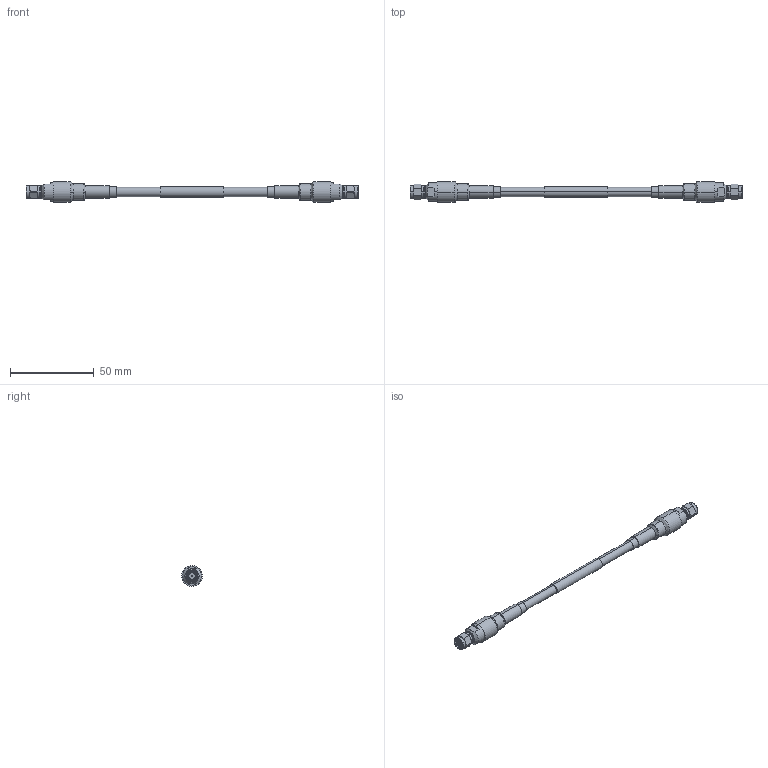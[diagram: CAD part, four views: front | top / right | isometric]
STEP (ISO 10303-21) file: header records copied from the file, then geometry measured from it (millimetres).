
FILE_DESCRIPTION (( 'STEP AP214' ), '1' );
FILE_NAME ('FMCA100011_3D.step', '2025-04-28T22:59:53', ( '' ), ( '' ), 'SwSTEP 2.0', 'SolidWorks 2022', '' );
FILE_SCHEMA (( 'AUTOMOTIVE_DESIGN' ));
Length unit declared in the file: inch
Products named in the file (4): FM-R200LL^FMCA100011; Heat shrink^FMCA100011; FMCN5141; FMCA100011_3D
Assembly tree (5 placements, depth 2):
  FMCA100011_3D
    FM-R200LL^FMCA100011
    FMCN5141  x2
    Heat shrink^FMCA100011  x2
Bounding box: 198.35 x 12.48 x 12.48 mm (x, y, z)
Volume: 13307.6 mm3; surface area: 10063.2 mm2
Topology: 6 solids, 6 shells, 276 faces, 656 edges, 418 vertices
Faces by surface type: cylinder 116, plane 78, cone 56, bspline 14, torus 12
Entity records: 6218 total; most frequent: CARTESIAN_POINT 2706, DIRECTION 724, ORIENTED_EDGE 674, EDGE_CURVE 337, AXIS2_PLACEMENT_3D 303, VERTEX_POINT 215, CIRCLE 159, EDGE_LOOP 158
